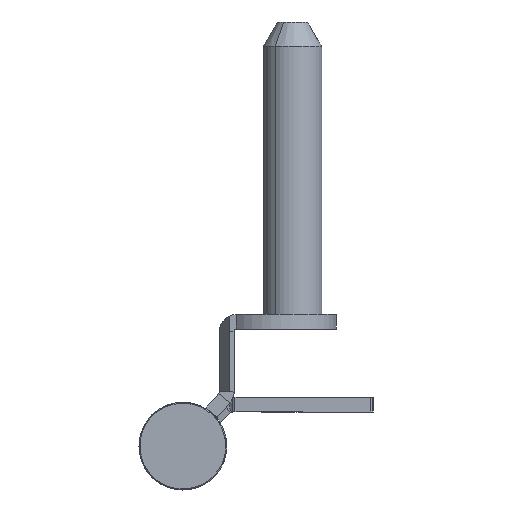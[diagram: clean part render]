
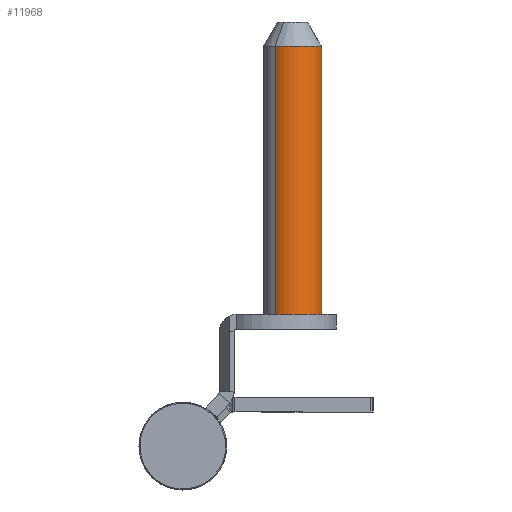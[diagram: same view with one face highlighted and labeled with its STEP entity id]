
A CAD part, left-side view. The second image highlights one B-rep face of the part: STEP entity #11968.
In plain terms, the highlighted cylindrical face has radius 6 mm (diameter 12 mm), a partial arc.
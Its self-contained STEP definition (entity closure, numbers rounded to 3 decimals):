
#106 = CARTESIAN_POINT ( 'NONE',  ( 0., 0., -6. ) ) ;
#453 = CYLINDRICAL_SURFACE ( 'NONE', #1567, 6. ) ;
#1018 = ORIENTED_EDGE ( 'NONE', *, *, #2086, .F. ) ;
#1432 = DIRECTION ( 'NONE',  ( 0., -1., 0. ) ) ;
#1567 = AXIS2_PLACEMENT_3D ( 'NONE', #5987, #4621, #7949 ) ;
#1635 = DIRECTION ( 'NONE',  ( 0., -1., 0. ) ) ;
#1946 = ORIENTED_EDGE ( 'NONE', *, *, #16980, .T. ) ;
#2086 = EDGE_CURVE ( 'NONE', #13755, #12545, #3164, .T. ) ;
#3164 = LINE ( 'NONE', #3252, #4709 ) ;
#3252 = CARTESIAN_POINT ( 'NONE',  ( 0., 0., 6. ) ) ;
#3622 = VERTEX_POINT ( 'NONE', #16735 ) ;
#4063 = DIRECTION ( 'NONE',  ( 0., 0., -1. ) ) ;
#4621 = DIRECTION ( 'NONE',  ( 0., -1., 0. ) ) ;
#4709 = VECTOR ( 'NONE', #1635, 1000. ) ;
#5109 = ORIENTED_EDGE ( 'NONE', *, *, #6097, .T. ) ;
#5987 = CARTESIAN_POINT ( 'NONE',  ( 0., 0., 0. ) ) ;
#6097 = EDGE_CURVE ( 'NONE', #13755, #3622, #10759, .T. ) ;
#6242 = CARTESIAN_POINT ( 'NONE',  ( 0., 5., 0. ) ) ;
#6373 = AXIS2_PLACEMENT_3D ( 'NONE', #12712, #1432, #4063 ) ;
#7001 = EDGE_CURVE ( 'NONE', #12545, #13216, #13644, .T. ) ;
#7480 = EDGE_LOOP ( 'NONE', ( #1018, #5109, #1946, #14827 ) ) ;
#7949 = DIRECTION ( 'NONE',  ( 0., 0., -1. ) ) ;
#8824 = FACE_OUTER_BOUND ( 'NONE', #7480, .T. ) ;
#9434 = CARTESIAN_POINT ( 'NONE',  ( 0., 5., 6. ) ) ;
#9945 = CARTESIAN_POINT ( 'NONE',  ( 0., 60., 6. ) ) ;
#10759 = CIRCLE ( 'NONE', #6373, 6. ) ;
#11629 = AXIS2_PLACEMENT_3D ( 'NONE', #6242, #15805, #12339 ) ;
#11968 = ADVANCED_FACE ( 'NONE', ( #8824 ), #453, .T. ) ;
#12339 = DIRECTION ( 'NONE',  ( 0., 0., -1. ) ) ;
#12545 = VERTEX_POINT ( 'NONE', #9434 ) ;
#12664 = VECTOR ( 'NONE', #16760, 1000. ) ;
#12712 = CARTESIAN_POINT ( 'NONE',  ( 0., 60., 0. ) ) ;
#13216 = VERTEX_POINT ( 'NONE', #14475 ) ;
#13644 = CIRCLE ( 'NONE', #11629, 6. ) ;
#13755 = VERTEX_POINT ( 'NONE', #9945 ) ;
#14198 = LINE ( 'NONE', #106, #12664 ) ;
#14475 = CARTESIAN_POINT ( 'NONE',  ( 0., 5., -6. ) ) ;
#14827 = ORIENTED_EDGE ( 'NONE', *, *, #7001, .F. ) ;
#15805 = DIRECTION ( 'NONE',  ( 0., -1., 0. ) ) ;
#16735 = CARTESIAN_POINT ( 'NONE',  ( 0., 60., -6. ) ) ;
#16760 = DIRECTION ( 'NONE',  ( 0., -1., 0. ) ) ;
#16980 = EDGE_CURVE ( 'NONE', #3622, #13216, #14198, .T. ) ;
